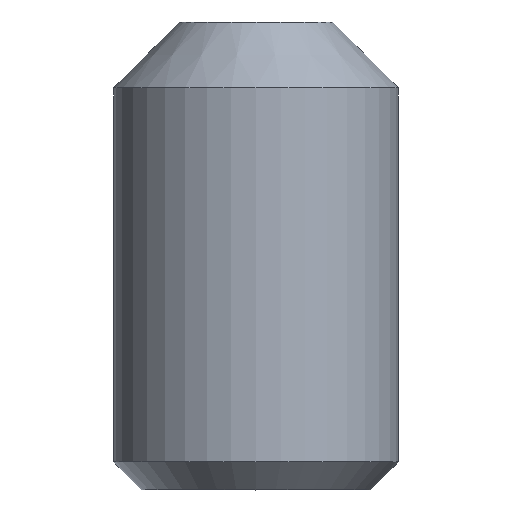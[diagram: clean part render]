
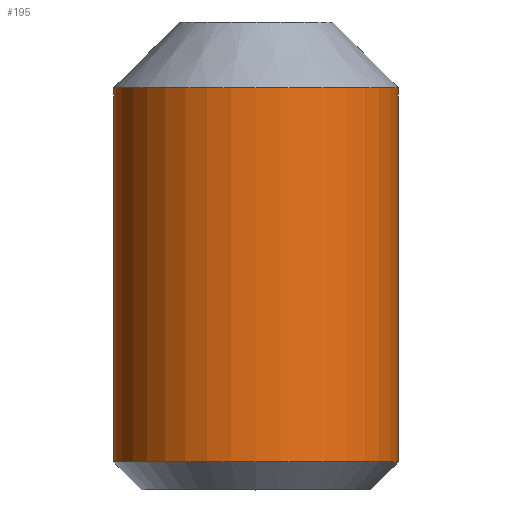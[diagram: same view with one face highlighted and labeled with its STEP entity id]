
A CAD part, top view. The second image highlights one B-rep face of the part: STEP entity #195.
In plain terms, the highlighted cylindrical face has radius 2.413 mm (diameter 4.826 mm), a full revolution.
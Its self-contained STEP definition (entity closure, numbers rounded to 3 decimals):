
#16=CYLINDRICAL_SURFACE('',#211,2.413);
#18=FACE_BOUND('',#73,.T.);
#59=FACE_OUTER_BOUND('',#72,.T.);
#72=EDGE_LOOP('',(#135));
#73=EDGE_LOOP('',(#136));
#87=CIRCLE('',#212,2.413);
#88=CIRCLE('',#213,2.413);
#97=VERTEX_POINT('',#295);
#98=VERTEX_POINT('',#297);
#113=EDGE_CURVE('',#97,#97,#87,.T.);
#114=EDGE_CURVE('',#98,#98,#88,.T.);
#135=ORIENTED_EDGE('',*,*,#113,.F.);
#136=ORIENTED_EDGE('',*,*,#114,.F.);
#195=ADVANCED_FACE('',(#59,#18),#16,.T.);
#211=AXIS2_PLACEMENT_3D('',#294,#239,#240);
#212=AXIS2_PLACEMENT_3D('',#296,#241,#242);
#213=AXIS2_PLACEMENT_3D('',#298,#243,#244);
#239=DIRECTION('center_axis',(0.,1.,0.));
#240=DIRECTION('ref_axis',(1.,0.,0.));
#241=DIRECTION('center_axis',(0.,-1.,0.));
#242=DIRECTION('ref_axis',(-1.,0.,0.));
#243=DIRECTION('center_axis',(0.,1.,0.));
#244=DIRECTION('ref_axis',(1.,0.,0.));
#294=CARTESIAN_POINT('Origin',(0.,0.,0.));
#295=CARTESIAN_POINT('',(-2.413,0.472,0.));
#296=CARTESIAN_POINT('Origin',(0.,0.472,0.));
#297=CARTESIAN_POINT('',(-2.413,6.82,0.));
#298=CARTESIAN_POINT('Origin',(0.,6.82,0.));
